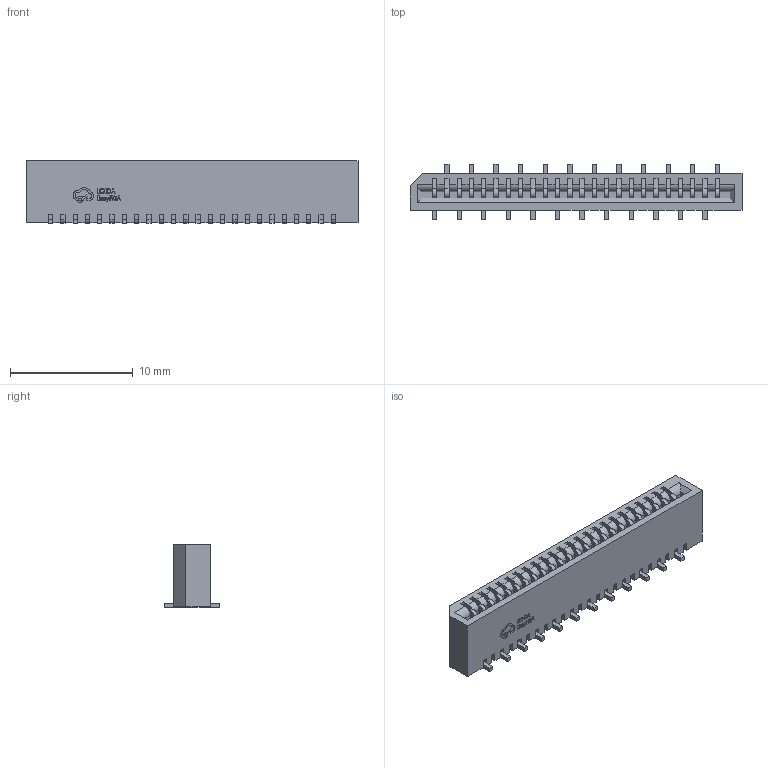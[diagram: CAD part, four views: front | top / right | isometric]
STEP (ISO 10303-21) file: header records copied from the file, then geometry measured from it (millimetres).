
FILE_DESCRIPTION (( 'STEP AP214' ), '1' );
FILE_NAME ('CONN-SMD_24P_52808-2471.step', '2022-07-29T12:26:28', ( '' ), ( '' ), 'SwSTEP 2.0', 'SolidWorks 2020', '' );
FILE_SCHEMA (( 'AUTOMOTIVE_DESIGN' ));
Length unit declared in the file: millimetre
Products named in the file (1): CONN-SMD_24P_52808-2471
Bounding box: 27 x 4.5 x 5.1 mm (x, y, z)
Volume: 320 mm3; surface area: 1266.9 mm2
Topology: 38 solids, 38 shells, 763 faces, 2200 edges, 1466 vertices
Faces by surface type: plane 580, bspline 98, cylinder 85
Entity records: 34160 total; most frequent: CARTESIAN_POINT 5742, ORIENTED_EDGE 4400, DIRECTION 3500, EDGE_CURVE 2200, LINE 1828, VECTOR 1828, VERTEX_POINT 1466, AXIS2_PLACEMENT_3D 836
